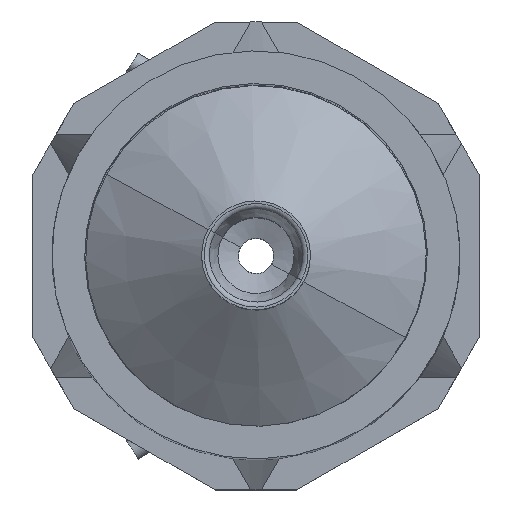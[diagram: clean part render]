
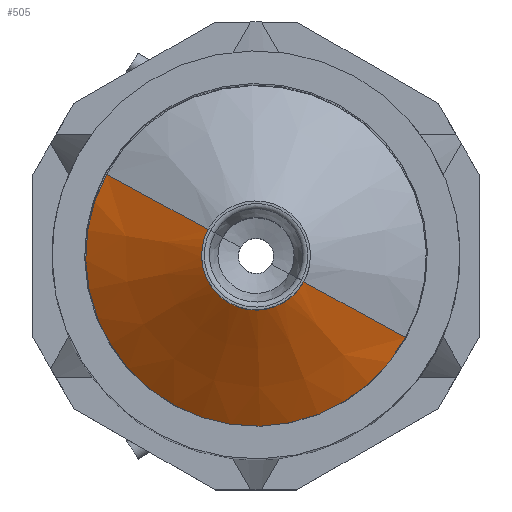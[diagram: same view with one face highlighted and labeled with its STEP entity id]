
A CAD part, top view. The second image highlights one B-rep face of the part: STEP entity #505.
In plain terms, the highlighted conical face has half-angle 55.207 degrees and reference radius 5 mm.
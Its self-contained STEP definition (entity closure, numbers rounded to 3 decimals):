
#453=AXIS2_PLACEMENT_3D('Circle Axis2P3D',#451,#452,$) ;
#466=AXIS2_PLACEMENT_3D('Cone Axis2P3D',#463,#464,#465) ;
#496=AXIS2_PLACEMENT_3D('Circle Axis2P3D',#494,#495,$) ;
#429=CARTESIAN_POINT('Vertex',(6.766,29.003,50.08)) ;
#436=CARTESIAN_POINT('Vertex',(34.234,13.997,50.08)) ;
#451=CARTESIAN_POINT('Axis2P3D Location',(20.5,21.5,50.08)) ;
#463=CARTESIAN_POINT('Axis2P3D Location',(20.5,21.5,57.48)) ;
#468=CARTESIAN_POINT('Line Origine',(11.439,26.45,53.78)) ;
#472=CARTESIAN_POINT('Vertex',(16.112,23.897,57.48)) ;
#479=CARTESIAN_POINT('Vertex',(24.888,19.103,57.48)) ;
#482=CARTESIAN_POINT('Line Origine',(29.561,16.55,53.78)) ;
#494=CARTESIAN_POINT('Axis2P3D Location',(20.5,21.5,57.48)) ;
#452=DIRECTION('Axis2P3D Direction',(0.,-0.,-1.)) ;
#464=DIRECTION('Axis2P3D Direction',(0.,0.,-1.)) ;
#465=DIRECTION('Axis2P3D XDirection',(0.878,-0.479,0.)) ;
#469=DIRECTION('Vector Direction',(-0.721,0.394,-0.571)) ;
#483=DIRECTION('Vector Direction',(0.721,-0.394,-0.571)) ;
#495=DIRECTION('Axis2P3D Direction',(0.,0.,-1.)) ;
#470=VECTOR('Line Direction',#469,1.) ;
#484=VECTOR('Line Direction',#483,1.) ;
#500=ORIENTED_EDGE('',*,*,#455,.F.) ;
#501=ORIENTED_EDGE('',*,*,#486,.T.) ;
#502=ORIENTED_EDGE('',*,*,#498,.T.) ;
#503=ORIENTED_EDGE('',*,*,#474,.F.) ;
#505=ADVANCED_FACE('Hauptk\X2\00F6\X0\rper',(#504),#467,.T.) ;
#454=CIRCLE('generated circle',#453,15.65) ;
#497=CIRCLE('generated circle',#496,5.) ;
#467=CONICAL_SURFACE('Cone',#466,5.,0.964) ;
#455=EDGE_CURVE('',#437,#430,#454,.T.) ;
#474=EDGE_CURVE('',#430,#473,#471,.F.) ;
#486=EDGE_CURVE('',#437,#480,#485,.F.) ;
#498=EDGE_CURVE('',#480,#473,#497,.T.) ;
#499=EDGE_LOOP('',(#500,#501,#502,#503)) ;
#504=FACE_OUTER_BOUND('',#499,.T.) ;
#471=LINE('Line',#468,#470) ;
#485=LINE('Line',#482,#484) ;
#430=VERTEX_POINT('',#429) ;
#437=VERTEX_POINT('',#436) ;
#473=VERTEX_POINT('',#472) ;
#480=VERTEX_POINT('',#479) ;
